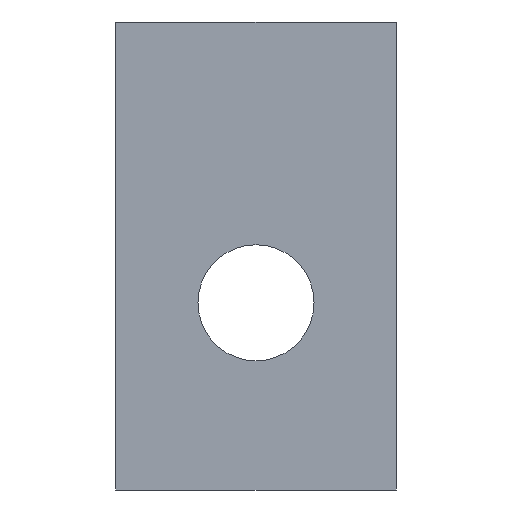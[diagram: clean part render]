
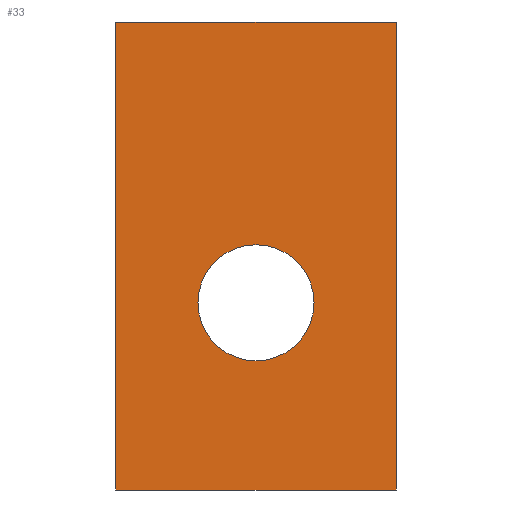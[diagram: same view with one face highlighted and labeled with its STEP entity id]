
A CAD part, front view. The second image highlights one B-rep face of the part: STEP entity #33.
In plain terms, the highlighted planar face has unit normal (0, -1, 0).
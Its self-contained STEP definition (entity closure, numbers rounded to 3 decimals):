
#15 = EDGE_CURVE ( 'NONE', #16, #39, #277, .T. ) ;
#16 = VERTEX_POINT ( 'NONE', #272 ) ;
#33 = ADVANCED_FACE ( 'NONE', ( #309, #308 ), #307, .F. ) ;
#34 = VERTEX_POINT ( 'NONE', #302 ) ;
#37 = ORIENTED_EDGE ( 'NONE', *, *, #108, .T. ) ;
#38 = EDGE_CURVE ( 'NONE', #41, #34, #297, .T. ) ;
#39 = VERTEX_POINT ( 'NONE', #293 ) ;
#41 = VERTEX_POINT ( 'NONE', #292 ) ;
#46 = EDGE_CURVE ( 'NONE', #34, #117, #291, .T. ) ;
#107 = EDGE_CURVE ( 'NONE', #41, #116, #383, .T. ) ;
#108 = EDGE_CURVE ( 'NONE', #39, #16, #379, .T. ) ;
#112 = EDGE_LOOP ( 'NONE', ( #121, #115, #119, #120 ) ) ;
#113 = ORIENTED_EDGE ( 'NONE', *, *, #15, .T. ) ;
#115 = ORIENTED_EDGE ( 'NONE', *, *, #118, .F. ) ;
#116 = VERTEX_POINT ( 'NONE', #429 ) ;
#117 = VERTEX_POINT ( 'NONE', #428 ) ;
#118 = EDGE_CURVE ( 'NONE', #116, #117, #427, .T. ) ;
#119 = ORIENTED_EDGE ( 'NONE', *, *, #107, .F. ) ;
#120 = ORIENTED_EDGE ( 'NONE', *, *, #38, .T. ) ;
#121 = ORIENTED_EDGE ( 'NONE', *, *, #46, .T. ) ;
#190 = EDGE_LOOP ( 'NONE', ( #37, #113 ) ) ;
#272 = CARTESIAN_POINT ( 'NONE',  ( 7.5, 0., -18.1 ) ) ;
#273 = DIRECTION ( 'NONE',  ( 0., 0., 1. ) ) ;
#274 = DIRECTION ( 'NONE',  ( 0., 1., 0. ) ) ;
#275 = CARTESIAN_POINT ( 'NONE',  ( 7.5, 0., -15. ) ) ;
#276 = AXIS2_PLACEMENT_3D ( 'NONE', #275, #274, #273 ) ;
#277 = CIRCLE ( 'NONE', #276, 3.1 ) ;
#288 = DIRECTION ( 'NONE',  ( 0., 0., -1. ) ) ;
#289 = VECTOR ( 'NONE', #288, 1000. ) ;
#290 = CARTESIAN_POINT ( 'NONE',  ( 0., 0., 0. ) ) ;
#291 = LINE ( 'NONE', #290, #289 ) ;
#292 = CARTESIAN_POINT ( 'NONE',  ( 15., 0., 0. ) ) ;
#293 = CARTESIAN_POINT ( 'NONE',  ( 7.5, 0., -11.9 ) ) ;
#294 = DIRECTION ( 'NONE',  ( -1., 0., 0. ) ) ;
#295 = VECTOR ( 'NONE', #294, 1000. ) ;
#296 = CARTESIAN_POINT ( 'NONE',  ( 15., 0., 0. ) ) ;
#297 = LINE ( 'NONE', #296, #295 ) ;
#302 = CARTESIAN_POINT ( 'NONE',  ( 0., 0., 0. ) ) ;
#303 = DIRECTION ( 'NONE',  ( 0., 0., 1. ) ) ;
#304 = DIRECTION ( 'NONE',  ( 0., 1., 0. ) ) ;
#305 = CARTESIAN_POINT ( 'NONE',  ( 15., 0., 0. ) ) ;
#306 = AXIS2_PLACEMENT_3D ( 'NONE', #305, #304, #303 ) ;
#307 = PLANE ( 'NONE',  #306 ) ;
#308 = FACE_OUTER_BOUND ( 'NONE', #112, .T. ) ;
#309 = FACE_BOUND ( 'NONE', #190, .T. ) ;
#375 = DIRECTION ( 'NONE',  ( 0., 0., 1. ) ) ;
#376 = DIRECTION ( 'NONE',  ( 0., 1., 0. ) ) ;
#377 = CARTESIAN_POINT ( 'NONE',  ( 7.5, 0., -15. ) ) ;
#378 = AXIS2_PLACEMENT_3D ( 'NONE', #377, #376, #375 ) ;
#379 = CIRCLE ( 'NONE', #378, 3.1 ) ;
#380 = DIRECTION ( 'NONE',  ( 0., 0., -1. ) ) ;
#381 = VECTOR ( 'NONE', #380, 1000. ) ;
#382 = CARTESIAN_POINT ( 'NONE',  ( 15., 0., 0. ) ) ;
#383 = LINE ( 'NONE', #382, #381 ) ;
#424 = DIRECTION ( 'NONE',  ( -1., 0., 0. ) ) ;
#425 = VECTOR ( 'NONE', #424, 1000. ) ;
#426 = CARTESIAN_POINT ( 'NONE',  ( 15., 0., -25. ) ) ;
#427 = LINE ( 'NONE', #426, #425 ) ;
#428 = CARTESIAN_POINT ( 'NONE',  ( 0., 0., -25. ) ) ;
#429 = CARTESIAN_POINT ( 'NONE',  ( 15., 0., -25. ) ) ;
